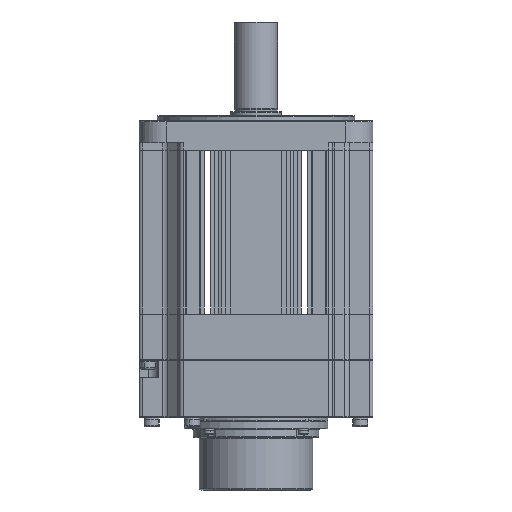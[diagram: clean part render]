
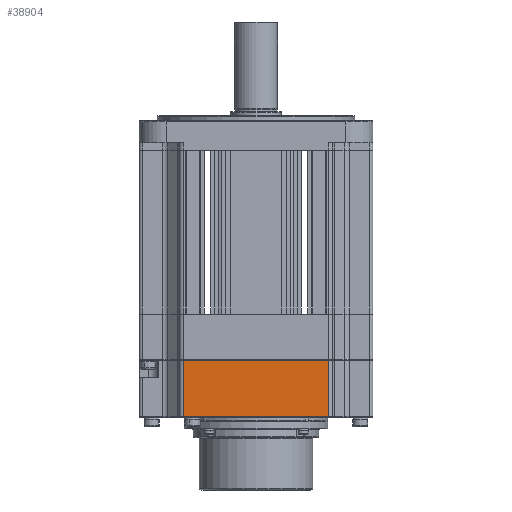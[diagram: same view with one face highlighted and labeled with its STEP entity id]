
A CAD part, front view. The second image highlights one B-rep face of the part: STEP entity #38904.
In plain terms, the highlighted planar face has unit normal (0, -1, 0).
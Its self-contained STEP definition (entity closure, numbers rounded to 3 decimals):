
#188 = VERTEX_POINT ( 'NONE', #22016 ) ;
#1474 = DIRECTION ( 'NONE',  ( 1., 0., 0. ) ) ;
#1604 = CARTESIAN_POINT ( 'NONE',  ( -41.258, -67.465, 38.1 ) ) ;
#2361 = LINE ( 'NONE', #18546, #37721 ) ;
#2492 = EDGE_CURVE ( 'NONE', #40036, #9737, #11252, .T. ) ;
#4675 = DIRECTION ( 'NONE',  ( 0., 1., 0. ) ) ;
#9737 = VERTEX_POINT ( 'NONE', #30881 ) ;
#9861 = EDGE_CURVE ( 'NONE', #9737, #37613, #22168, .T. ) ;
#10182 = CARTESIAN_POINT ( 'NONE',  ( -41.258, -67.465, 38.1 ) ) ;
#11252 = LINE ( 'NONE', #10182, #18217 ) ;
#15378 = CARTESIAN_POINT ( 'NONE',  ( 39.742, -67.465, 6.6 ) ) ;
#16283 = EDGE_CURVE ( 'NONE', #40036, #188, #2361, .T. ) ;
#16944 = DIRECTION ( 'NONE',  ( 0., 0., -1. ) ) ;
#17473 = ORIENTED_EDGE ( 'NONE', *, *, #35540, .T. ) ;
#17725 = ORIENTED_EDGE ( 'NONE', *, *, #16283, .F. ) ;
#18217 = VECTOR ( 'NONE', #16944, 1000. ) ;
#18546 = CARTESIAN_POINT ( 'NONE',  ( -43.258, -67.465, 38.1 ) ) ;
#20449 = AXIS2_PLACEMENT_3D ( 'NONE', #24923, #4675, #28659 ) ;
#20820 = CARTESIAN_POINT ( 'NONE',  ( 39.742, -67.465, 38.1 ) ) ;
#22016 = CARTESIAN_POINT ( 'NONE',  ( 39.742, -67.465, 38.1 ) ) ;
#22168 = LINE ( 'NONE', #28025, #32383 ) ;
#24565 = DIRECTION ( 'NONE',  ( 1., 0., 0. ) ) ;
#24923 = CARTESIAN_POINT ( 'NONE',  ( -43.258, -67.465, 38.1 ) ) ;
#25382 = EDGE_LOOP ( 'NONE', ( #29343, #34464, #17473, #17725 ) ) ;
#28025 = CARTESIAN_POINT ( 'NONE',  ( 39.742, -67.465, 6.6 ) ) ;
#28659 = DIRECTION ( 'NONE',  ( -1., 0., 0. ) ) ;
#29343 = ORIENTED_EDGE ( 'NONE', *, *, #2492, .T. ) ;
#30881 = CARTESIAN_POINT ( 'NONE',  ( -41.258, -67.465, 6.6 ) ) ;
#32383 = VECTOR ( 'NONE', #24565, 1000. ) ;
#34464 = ORIENTED_EDGE ( 'NONE', *, *, #9861, .T. ) ;
#35540 = EDGE_CURVE ( 'NONE', #37613, #188, #38103, .T. ) ;
#35956 = FACE_OUTER_BOUND ( 'NONE', #25382, .T. ) ;
#37613 = VERTEX_POINT ( 'NONE', #15378 ) ;
#37721 = VECTOR ( 'NONE', #1474, 1000. ) ;
#38103 = LINE ( 'NONE', #20820, #39188 ) ;
#38864 = PLANE ( 'NONE',  #20449 ) ;
#38904 = ADVANCED_FACE ( 'NONE', ( #35956 ), #38864, .F. ) ;
#39188 = VECTOR ( 'NONE', #41362, 1000. ) ;
#40036 = VERTEX_POINT ( 'NONE', #1604 ) ;
#41362 = DIRECTION ( 'NONE',  ( 0., 0., 1. ) ) ;
